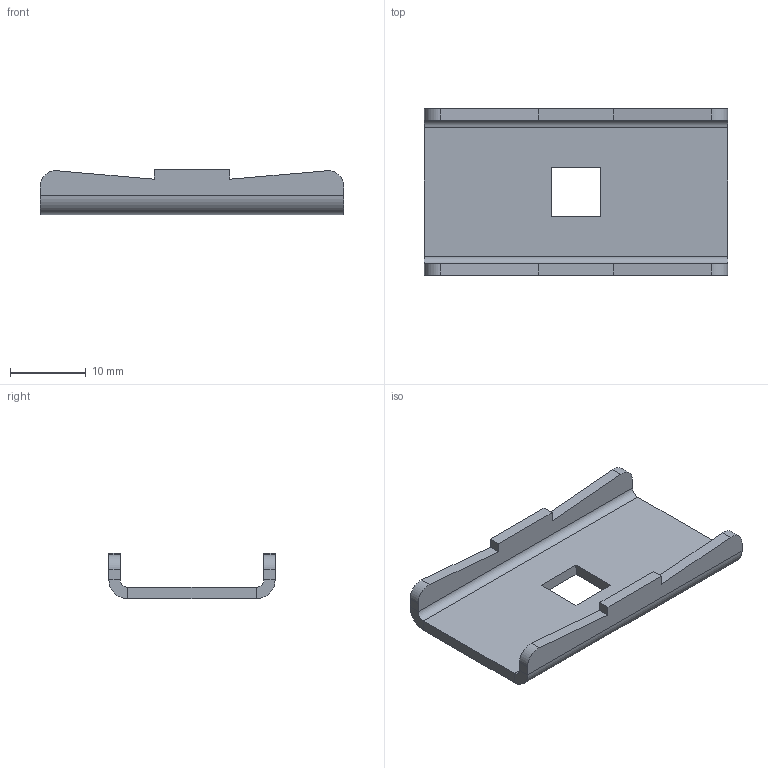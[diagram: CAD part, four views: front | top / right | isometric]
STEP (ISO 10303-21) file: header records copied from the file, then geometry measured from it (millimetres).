
FILE_DESCRIPTION (( 'STEP AP203' ), '1' );
FILE_NAME ('KTS 07.041-002_1-6221076.step', '2013-01-25T15:51:51', ( '' ), ( '' ), 'SwSTEP 2.0', 'SolidWorks 2012', '' );
FILE_SCHEMA (( 'CONFIG_CONTROL_DESIGN' ));
Length unit declared in the file: millimetre
Products named in the file (2): 048501; KTS 07.041-002_1-6221076
Assembly tree (1 placements, depth 2):
  KTS 07.041-002_1-6221076
    048501
Bounding box: 40 x 21.94 x 5.97 mm (x, y, z)
Volume: 1635 mm3; surface area: 2429.1 mm2
Topology: 1 solids, 1 shells, 38 faces, 92 edges, 56 vertices
Faces by surface type: plane 30, cylinder 8
Entity records: 1284 total; most frequent: DIRECTION 192, CARTESIAN_POINT 190, ORIENTED_EDGE 184, EDGE_CURVE 92, VECTOR 76, LINE 76, AXIS2_PLACEMENT_3D 58, VERTEX_POINT 56
